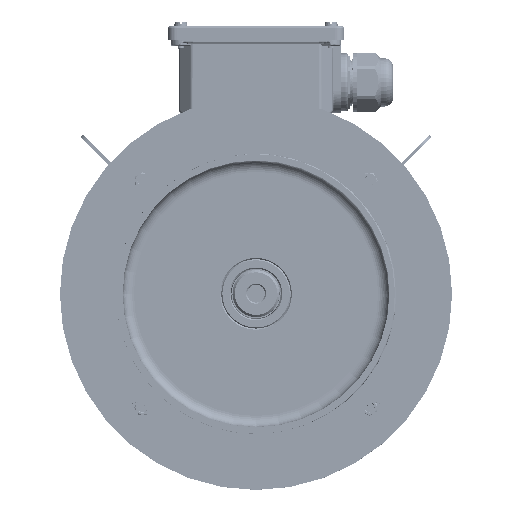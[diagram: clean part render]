
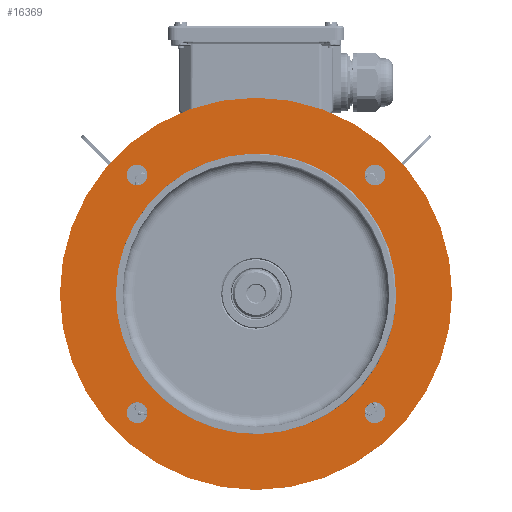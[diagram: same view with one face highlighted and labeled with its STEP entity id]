
A CAD part, top view. The second image highlights one B-rep face of the part: STEP entity #16369.
In plain terms, the highlighted planar face has unit normal (0, 0, 1).
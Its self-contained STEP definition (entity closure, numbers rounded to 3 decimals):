
#9891=PLANE('',#141603);
#12433=FACE_BOUND('',#33513,.T.);
#12434=FACE_BOUND('',#33514,.T.);
#12435=FACE_BOUND('',#33515,.T.);
#12436=FACE_BOUND('',#33516,.T.);
#12437=FACE_BOUND('',#33517,.T.);
#12438=FACE_BOUND('',#33518,.T.);
#16369=ADVANCED_FACE('',(#12433,#12434,#12435,#12436,#12437,#12438),#9891,
 .T.);
#33513=EDGE_LOOP('',(#76464,#76465));
#33514=EDGE_LOOP('',(#76466,#76467));
#33515=EDGE_LOOP('',(#76468,#76469));
#33516=EDGE_LOOP('',(#76470,#76471));
#33517=EDGE_LOOP('',(#76472,#76473));
#33518=EDGE_LOOP('',(#76474,#76475));
#76464=ORIENTED_EDGE('',*,*,#120976,.F.);
#76465=ORIENTED_EDGE('',*,*,#120975,.F.);
#76466=ORIENTED_EDGE('',*,*,#120972,.F.);
#76467=ORIENTED_EDGE('',*,*,#120971,.F.);
#76468=ORIENTED_EDGE('',*,*,#120968,.F.);
#76469=ORIENTED_EDGE('',*,*,#120967,.F.);
#76470=ORIENTED_EDGE('',*,*,#121124,.F.);
#76471=ORIENTED_EDGE('',*,*,#120979,.F.);
#76472=ORIENTED_EDGE('',*,*,#121045,.T.);
#76473=ORIENTED_EDGE('',*,*,#121125,.T.);
#76474=ORIENTED_EDGE('',*,*,#121050,.F.);
#76475=ORIENTED_EDGE('',*,*,#121123,.F.);
#105872=VERTEX_POINT('',#210281);
#105873=VERTEX_POINT('',#210283);
#105874=VERTEX_POINT('',#210289);
#105875=VERTEX_POINT('',#210291);
#105876=VERTEX_POINT('',#210297);
#105877=VERTEX_POINT('',#210299);
#105878=VERTEX_POINT('',#210305);
#105879=VERTEX_POINT('',#210307);
#105938=VERTEX_POINT('',#210450);
#105939=VERTEX_POINT('',#210452);
#105943=VERTEX_POINT('',#210485);
#105944=VERTEX_POINT('',#210487);
#120967=EDGE_CURVE('',#105873,#105872,#134728,.T.);
#120968=EDGE_CURVE('',#105872,#105873,#134729,.T.);
#120971=EDGE_CURVE('',#105875,#105874,#134730,.T.);
#120972=EDGE_CURVE('',#105874,#105875,#134731,.T.);
#120975=EDGE_CURVE('',#105877,#105876,#134732,.T.);
#120976=EDGE_CURVE('',#105876,#105877,#134733,.T.);
#120979=EDGE_CURVE('',#105879,#105878,#134734,.T.);
#121045=EDGE_CURVE('',#105939,#105938,#134769,.T.);
#121050=EDGE_CURVE('',#105943,#105944,#134771,.T.);
#121123=EDGE_CURVE('',#105944,#105943,#134811,.T.);
#121124=EDGE_CURVE('',#105878,#105879,#134812,.T.);
#121125=EDGE_CURVE('',#105938,#105939,#134813,.T.);
#134728=CIRCLE('',#141462,9.25);
#134729=CIRCLE('',#141464,9.25);
#134730=CIRCLE('',#141466,9.25);
#134731=CIRCLE('',#141468,9.25);
#134732=CIRCLE('',#141470,9.25);
#134733=CIRCLE('',#141472,9.25);
#134734=CIRCLE('',#141474,9.25);
#134769=CIRCLE('',#141527,175.);
#134771=CIRCLE('',#141530,125.);
#134811=CIRCLE('',#141599,125.);
#134812=CIRCLE('',#141601,9.25);
#134813=CIRCLE('',#141602,175.);
#141462=AXIS2_PLACEMENT_3D('',#210284,#161016,#161017);
#141464=AXIS2_PLACEMENT_3D('',#210286,#161020,#161021);
#141466=AXIS2_PLACEMENT_3D('',#210292,#161026,#161027);
#141468=AXIS2_PLACEMENT_3D('',#210294,#161030,#161031);
#141470=AXIS2_PLACEMENT_3D('',#210300,#161036,#161037);
#141472=AXIS2_PLACEMENT_3D('',#210302,#161040,#161041);
#141474=AXIS2_PLACEMENT_3D('',#210308,#161046,#161047);
#141527=AXIS2_PLACEMENT_3D('',#210451,#161183,#161184);
#141530=AXIS2_PLACEMENT_3D('',#210486,#161191,#161192);
#141599=AXIS2_PLACEMENT_3D('',#210713,#161353,#161354);
#141601=AXIS2_PLACEMENT_3D('',#210715,#161357,#161358);
#141602=AXIS2_PLACEMENT_3D('',#210716,#161359,#161360);
#141603=AXIS2_PLACEMENT_3D('',#210717,#161361,#161362);
#161016=DIRECTION('',(0.,0.,1.));
#161017=DIRECTION('',(1.,0.,0.));
#161020=DIRECTION('',(0.,0.,1.));
#161021=DIRECTION('',(1.,0.,0.));
#161026=DIRECTION('',(0.,0.,1.));
#161027=DIRECTION('',(1.,0.,0.));
#161030=DIRECTION('',(0.,0.,1.));
#161031=DIRECTION('',(1.,0.,0.));
#161036=DIRECTION('',(0.,0.,1.));
#161037=DIRECTION('',(1.,0.,0.));
#161040=DIRECTION('',(0.,0.,1.));
#161041=DIRECTION('',(1.,0.,0.));
#161046=DIRECTION('',(0.,0.,1.));
#161047=DIRECTION('',(1.,0.,0.));
#161183=DIRECTION('',(0.,0.,1.));
#161184=DIRECTION('',(1.,0.,0.));
#161191=DIRECTION('',(0.,0.,1.));
#161192=DIRECTION('',(1.,0.,0.));
#161353=DIRECTION('',(0.,0.,1.));
#161354=DIRECTION('',(1.,0.,0.));
#161357=DIRECTION('',(0.,0.,1.));
#161358=DIRECTION('',(1.,0.,0.));
#161359=DIRECTION('',(0.,0.,1.));
#161360=DIRECTION('',(1.,0.,0.));
#161361=DIRECTION('',(0.,0.,1.));
#161362=DIRECTION('',(-1.,0.,0.));
#210281=CARTESIAN_POINT('',(-96.816,103.484,213.457));
#210283=CARTESIAN_POINT('',(-115.316,103.484,213.457));
#210284=CARTESIAN_POINT('',(-106.066,103.484,213.457));
#210286=CARTESIAN_POINT('',(-106.066,103.484,213.457));
#210289=CARTESIAN_POINT('',(-96.816,-108.648,213.457));
#210291=CARTESIAN_POINT('',(-115.316,-108.648,213.457));
#210292=CARTESIAN_POINT('',(-106.066,-108.648,213.457));
#210294=CARTESIAN_POINT('',(-106.066,-108.648,213.457));
#210297=CARTESIAN_POINT('',(115.316,-108.648,213.457));
#210299=CARTESIAN_POINT('',(96.816,-108.648,213.457));
#210300=CARTESIAN_POINT('',(106.066,-108.648,213.457));
#210302=CARTESIAN_POINT('',(106.066,-108.648,213.457));
#210305=CARTESIAN_POINT('',(115.316,103.484,213.457));
#210307=CARTESIAN_POINT('',(96.816,103.484,213.457));
#210308=CARTESIAN_POINT('',(106.066,103.484,213.457));
#210450=CARTESIAN_POINT('',(-175.,-2.582,213.457));
#210451=CARTESIAN_POINT('',(0.,-2.582,213.457));
#210452=CARTESIAN_POINT('',(175.,-2.582,213.457));
#210485=CARTESIAN_POINT('',(125.,-2.582,213.457));
#210486=CARTESIAN_POINT('',(0.,-2.582,213.457));
#210487=CARTESIAN_POINT('',(-125.,-2.582,213.457));
#210713=CARTESIAN_POINT('',(0.,-2.582,213.457));
#210715=CARTESIAN_POINT('',(106.066,103.484,213.457));
#210716=CARTESIAN_POINT('',(0.,-2.582,213.457));
#210717=CARTESIAN_POINT('',(0.,-231.817,213.457));
